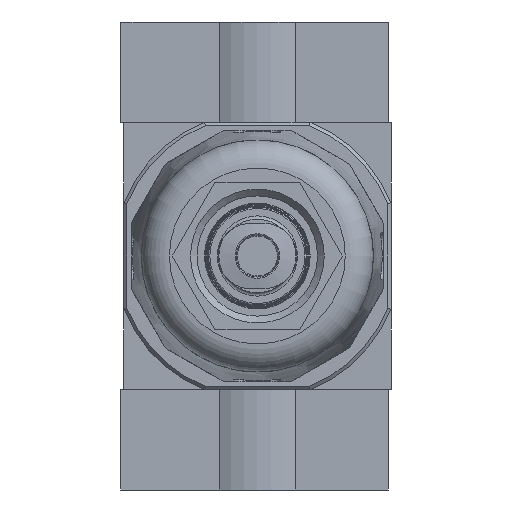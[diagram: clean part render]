
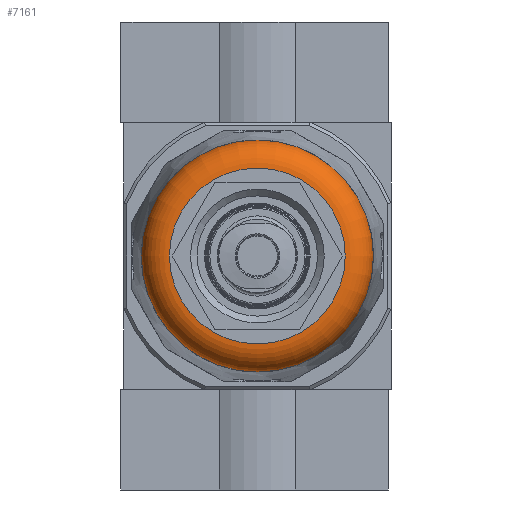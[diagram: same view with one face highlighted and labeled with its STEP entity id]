
A CAD part, front view. The second image highlights one B-rep face of the part: STEP entity #7161.
In plain terms, the highlighted toroidal (fillet/blend) face has major radius 13.15 mm and minor radius 4.2 mm.
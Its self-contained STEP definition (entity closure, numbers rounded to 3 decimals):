
#81=TOROIDAL_SURFACE('',#7646,13.15,4.2);
#1715=ORIENTED_EDGE('',*,*,#3105,.T.);
#1716=ORIENTED_EDGE('',*,*,#3104,.F.);
#3104=EDGE_CURVE('',#3798,#3798,#4243,.T.);
#3105=EDGE_CURVE('',#3799,#3799,#4244,.T.);
#3798=VERTEX_POINT('',#10708);
#3799=VERTEX_POINT('',#10711);
#4243=CIRCLE('',#7645,13.15);
#4244=CIRCLE('',#7647,17.35);
#4570=EDGE_LOOP('',(#1715));
#4571=EDGE_LOOP('',(#1716));
#5088=FACE_BOUND('',#4570,.T.);
#5089=FACE_BOUND('',#4571,.T.);
#7161=ADVANCED_FACE('',(#5088,#5089),#81,.T.);
#7645=AXIS2_PLACEMENT_3D('',#10707,#8642,#8643);
#7646=AXIS2_PLACEMENT_3D('',#10709,#8644,#8645);
#7647=AXIS2_PLACEMENT_3D('',#10710,#8646,#8647);
#8642=DIRECTION('',(0.,-1.,0.));
#8643=DIRECTION('',(0.,0.,-1.));
#8644=DIRECTION('',(0.,-1.,0.));
#8645=DIRECTION('',(0.,0.,-1.));
#8646=DIRECTION('',(0.,-1.,0.));
#8647=DIRECTION('',(0.,0.,-1.));
#10707=CARTESIAN_POINT('',(0.,-119.,0.));
#10708=CARTESIAN_POINT('',(0.,-119.,-13.15));
#10709=CARTESIAN_POINT('',(0.,-114.8,0.));
#10710=CARTESIAN_POINT('',(0.,-114.8,0.));
#10711=CARTESIAN_POINT('',(0.,-114.8,-17.35));
